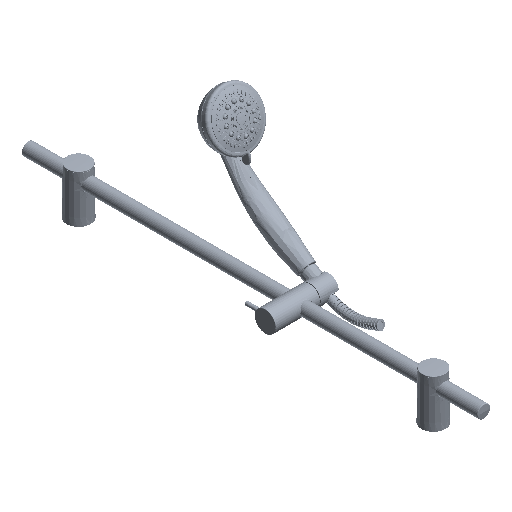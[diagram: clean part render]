
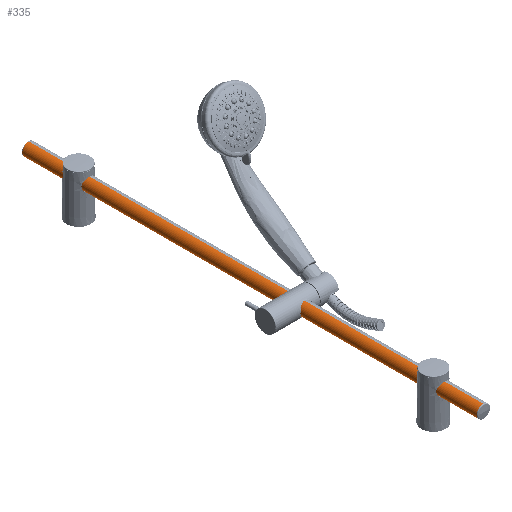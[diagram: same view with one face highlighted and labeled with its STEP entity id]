
A CAD part, isometric view. The second image highlights one B-rep face of the part: STEP entity #335.
In plain terms, the highlighted cylindrical face has radius 10.3 mm (diameter 20.6 mm), a partial arc.
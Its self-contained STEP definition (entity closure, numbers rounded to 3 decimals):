
#37=CARTESIAN_POINT('',(0.,430.,0.));
#38=DIRECTION('',(0.,-1.,0.));
#39=DIRECTION('',(0.,0.,1.));
#40=AXIS2_PLACEMENT_3D('',#37,#38,#39);
#52=DIRECTION('',(0.,-1.,0.));
#53=VECTOR('',#52,730.);
#54=CARTESIAN_POINT('',(0.,430.,-10.3));
#55=LINE('',#54,#53);
#61=CARTESIAN_POINT('',(0.,-300.,0.));
#62=DIRECTION('',(0.,1.,0.));
#63=DIRECTION('',(0.,0.,-1.));
#64=AXIS2_PLACEMENT_3D('',#61,#62,#63);
#76=DIRECTION('',(0.,-1.,0.));
#77=VECTOR('',#76,730.);
#78=CARTESIAN_POINT('',(0.,430.,10.3));
#79=LINE('',#78,#77);
#187=CARTESIAN_POINT('',(0.,-300.,10.3));
#188=CARTESIAN_POINT('',(0.,-300.,-10.3));
#189=VERTEX_POINT('',#187);
#190=VERTEX_POINT('',#188);
#191=CARTESIAN_POINT('',(0.,430.,10.3));
#192=VERTEX_POINT('',#191);
#193=CARTESIAN_POINT('',(0.,430.,-10.3));
#194=VERTEX_POINT('',#193);
#324=CARTESIAN_POINT('',(0.,-300.,0.));
#325=DIRECTION('',(0.,1.,0.));
#326=DIRECTION('',(0.,0.,1.));
#327=AXIS2_PLACEMENT_3D('',#324,#325,#326);
#328=CYLINDRICAL_SURFACE('',#327,10.3);
#329=ORIENTED_EDGE('',*,*,#306,.F.);
#330=ORIENTED_EDGE('',*,*,#288,.F.);
#331=ORIENTED_EDGE('',*,*,#261,.F.);
#332=ORIENTED_EDGE('',*,*,#285,.T.);
#333=EDGE_LOOP('',(#329,#330,#331,#332));
#334=FACE_OUTER_BOUND('',#333,.F.);
#335=ADVANCED_FACE('',(#334),#328,.T.);
#41=CIRCLE('',#40,10.3);
#65=CIRCLE('',#64,10.3);
#261=EDGE_CURVE('',#192,#194,#41,.T.);
#285=EDGE_CURVE('',#192,#189,#79,.T.);
#288=EDGE_CURVE('',#194,#190,#55,.T.);
#306=EDGE_CURVE('',#190,#189,#65,.T.);
